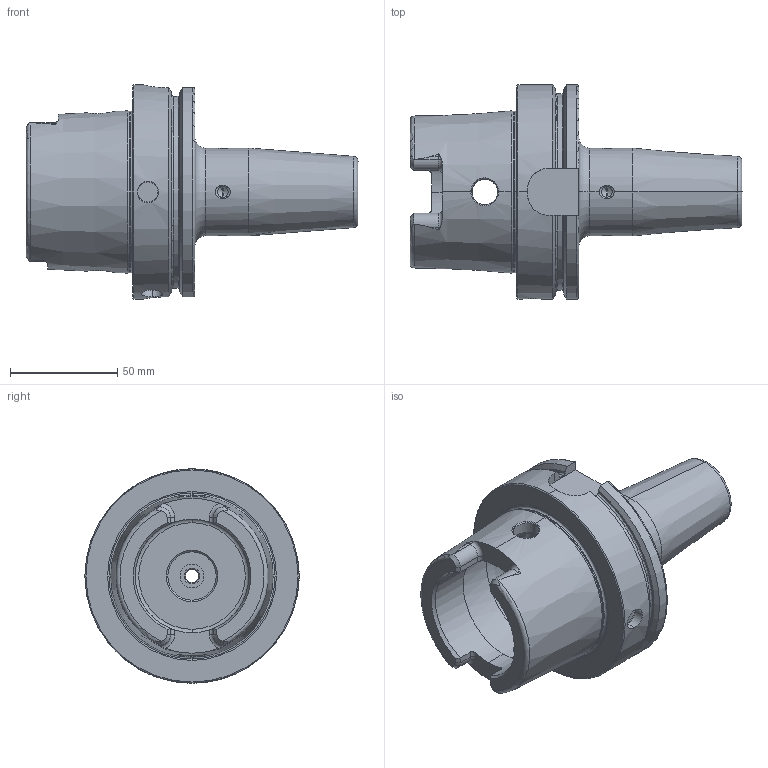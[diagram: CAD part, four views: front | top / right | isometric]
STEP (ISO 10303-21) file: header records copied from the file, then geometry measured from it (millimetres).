
FILE_DESCRIPTION (( 'STEP AP214' ), '1' );
FILE_NAME ('HA0.S20.K21.105.STEP', '2021-03-31T13:50:34', ( '' ), ( '' ), 'SwSTEP 2.0', 'SolidWorks 2017', '' );
FILE_SCHEMA (( 'AUTOMOTIVE_DESIGN' ));
Length unit declared in the file: millimetre
Products named in the file (4): HA0.S20.K21.105; ERU-CJ2.001.006; HA0-S20.K21.105_C_Fertigbearbeitung; ERU-AN5.K01.020_A
Assembly tree (4 placements, depth 2):
  HA0.S20.K21.105
    HA0-S20.K21.105_C_Fertigbearbeitung
    ERU-AN5.K01.020_A
    ERU-CJ2.001.006  x2
Bounding box: 154.98 x 100 x 100 mm (x, y, z)
Volume: 322903.7 mm3; surface area: 65174.3 mm2
Topology: 4 solids, 4 shells, 296 faces, 742 edges, 449 vertices
Faces by surface type: plane 95, cylinder 85, cone 71, torus 41, bspline 4
Entity records: 11891 total; most frequent: CARTESIAN_POINT 3687, ORIENTED_EDGE 1392, DIRECTION 1344, EDGE_CURVE 696, AXIS2_PLACEMENT_3D 532, VERTEX_POINT 429, EDGE_LOOP 301, ADVANCED_FACE 281
